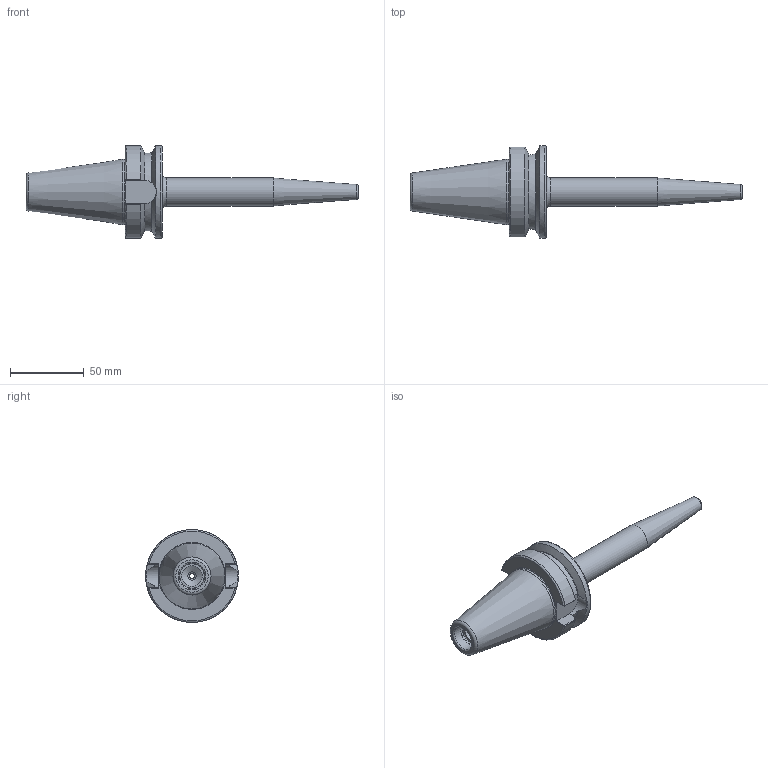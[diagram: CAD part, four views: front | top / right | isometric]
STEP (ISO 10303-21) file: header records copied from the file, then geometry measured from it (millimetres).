
FILE_DESCRIPTION(/* description */ (''),/* implementation_level */ '2;1');
FILE_NAME(/* name */ 'BT40-SD012-160.stp',/* time_stamp */ '2019-06-21T14:30:29-05:00',/* author */ ('ldfli'),/* organization */ (''),/* preprocessor_version */ 'ST-DEVELOPER v18',/* originating_system */ 'Autodesk Inventor LT',/* authorisation */ '');
FILE_SCHEMA (('AUTOMOTIVE_DESIGN { 1 0 10303 214 3 1 1 }'));
Length unit declared in the file: millimetre
Products named in the file (1): BT40-SD012-160
Bounding box: 225.4 x 63 x 63 mm (x, y, z)
Volume: 154712.6 mm3; surface area: 30233.8 mm2
Topology: 1 solids, 1 shells, 71 faces, 205 edges, 139 vertices
Faces by surface type: plane 25, cylinder 14, torus 13, bspline 10, cone 9
Full cylindrical faces by diameter (mm): 3.175 x1, 5.6 x1, 13.835 x1, 17 x1, 17.5 x1, 19.05 x1, 44.45 x1, 63 x1
Entity records: 2944 total; most frequent: CARTESIAN_POINT 1083, ORIENTED_EDGE 410, DIRECTION 359, EDGE_CURVE 205, AXIS2_PLACEMENT_3D 147, VERTEX_POINT 139, CIRCLE 85, EDGE_LOOP 76
